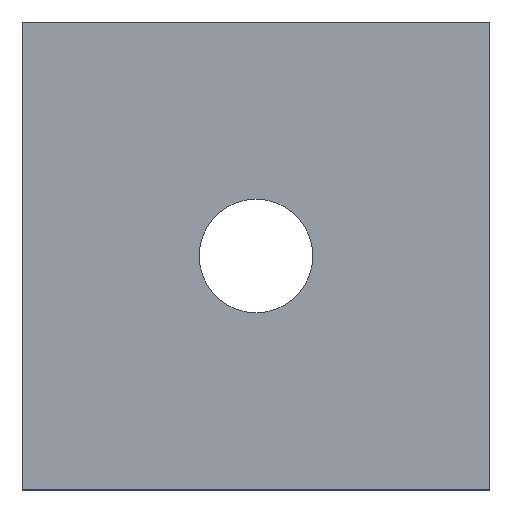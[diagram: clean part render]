
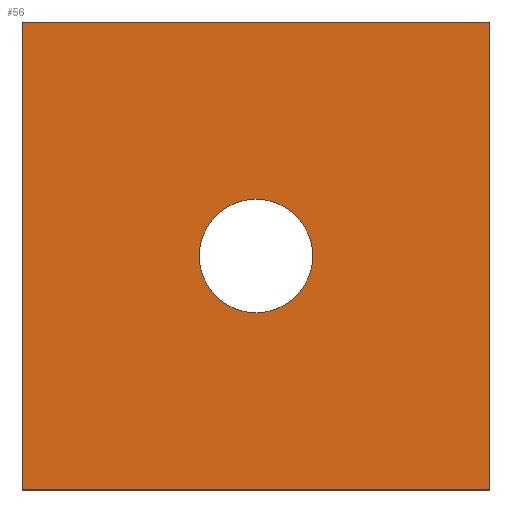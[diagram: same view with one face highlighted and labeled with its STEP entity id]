
A CAD part, top view. The second image highlights one B-rep face of the part: STEP entity #56.
In plain terms, the highlighted planar face has unit normal (0, 0, 1).
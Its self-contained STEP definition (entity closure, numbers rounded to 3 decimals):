
#7 = FACE_OUTER_BOUND ( 'NONE', #132, .T. ) ;
#13 = AXIS2_PLACEMENT_3D ( 'NONE', #139, #213, #48 ) ;
#22 = DIRECTION ( 'NONE',  ( 0., 1., 0. ) ) ;
#28 = VECTOR ( 'NONE', #184, 1000. ) ;
#30 = LINE ( 'NONE', #175, #235 ) ;
#38 = ORIENTED_EDGE ( 'NONE', *, *, #182, .T. ) ;
#45 = VERTEX_POINT ( 'NONE', #93 ) ;
#48 = DIRECTION ( 'NONE',  ( 1., 0., 0. ) ) ;
#56 = ADVANCED_FACE ( 'NONE', ( #168, #7 ), #152, .F. ) ;
#59 = DIRECTION ( 'NONE',  ( -1., 0., 0. ) ) ;
#63 = CARTESIAN_POINT ( 'NONE',  ( -35., 35., 0. ) ) ;
#74 = AXIS2_PLACEMENT_3D ( 'NONE', #224, #154, #59 ) ;
#79 = EDGE_CURVE ( 'NONE', #219, #92, #227, .T. ) ;
#86 = DIRECTION ( 'NONE',  ( -1., 0., 0. ) ) ;
#92 = VERTEX_POINT ( 'NONE', #195 ) ;
#93 = CARTESIAN_POINT ( 'NONE',  ( -35., -35., 0. ) ) ;
#104 = CARTESIAN_POINT ( 'NONE',  ( 35., -35., 0. ) ) ;
#110 = CARTESIAN_POINT ( 'NONE',  ( 8.5, 0., 0. ) ) ;
#121 = VECTOR ( 'NONE', #86, 1000. ) ;
#127 = VERTEX_POINT ( 'NONE', #104 ) ;
#128 = CARTESIAN_POINT ( 'NONE',  ( 35., -35., 0. ) ) ;
#132 = EDGE_LOOP ( 'NONE', ( #38, #183, #133, #230 ) ) ;
#133 = ORIENTED_EDGE ( 'NONE', *, *, #228, .T. ) ;
#139 = CARTESIAN_POINT ( 'NONE',  ( 0., 0., 0. ) ) ;
#149 = LINE ( 'NONE', #223, #164 ) ;
#152 = PLANE ( 'NONE',  #74 ) ;
#154 = DIRECTION ( 'NONE',  ( 0., 0., -1. ) ) ;
#157 = DIRECTION ( 'NONE',  ( 0., -1., 0. ) ) ;
#164 = VECTOR ( 'NONE', #22, 1000. ) ;
#168 = FACE_BOUND ( 'NONE', #185, .T. ) ;
#175 = CARTESIAN_POINT ( 'NONE',  ( -35., -35., 0. ) ) ;
#176 = CIRCLE ( 'NONE', #13, 8.5 ) ;
#182 = EDGE_CURVE ( 'NONE', #92, #45, #30, .T. ) ;
#183 = ORIENTED_EDGE ( 'NONE', *, *, #234, .T. ) ;
#184 = DIRECTION ( 'NONE',  ( 1., 0., 0. ) ) ;
#185 = EDGE_LOOP ( 'NONE', ( #225 ) ) ;
#188 = LINE ( 'NONE', #128, #28 ) ;
#195 = CARTESIAN_POINT ( 'NONE',  ( -35., 35., 0. ) ) ;
#202 = EDGE_CURVE ( 'NONE', #221, #221, #176, .T. ) ;
#213 = DIRECTION ( 'NONE',  ( 0., 0., 1. ) ) ;
#219 = VERTEX_POINT ( 'NONE', #233 ) ;
#221 = VERTEX_POINT ( 'NONE', #110 ) ;
#223 = CARTESIAN_POINT ( 'NONE',  ( 35., 35., 0. ) ) ;
#224 = CARTESIAN_POINT ( 'NONE',  ( -35., 35., 0. ) ) ;
#225 = ORIENTED_EDGE ( 'NONE', *, *, #202, .F. ) ;
#227 = LINE ( 'NONE', #63, #121 ) ;
#228 = EDGE_CURVE ( 'NONE', #127, #219, #149, .T. ) ;
#230 = ORIENTED_EDGE ( 'NONE', *, *, #79, .T. ) ;
#233 = CARTESIAN_POINT ( 'NONE',  ( 35., 35., 0. ) ) ;
#234 = EDGE_CURVE ( 'NONE', #45, #127, #188, .T. ) ;
#235 = VECTOR ( 'NONE', #157, 1000. ) ;
